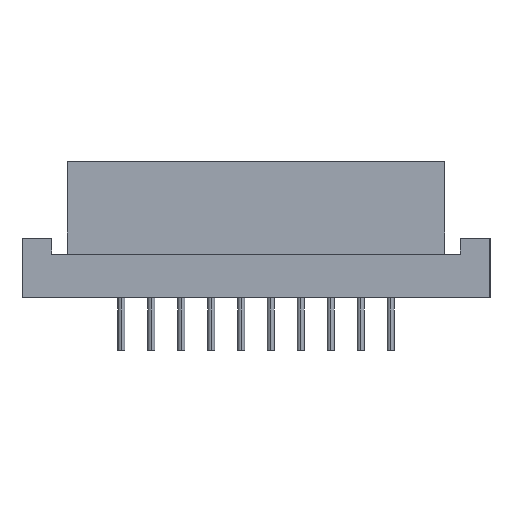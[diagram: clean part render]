
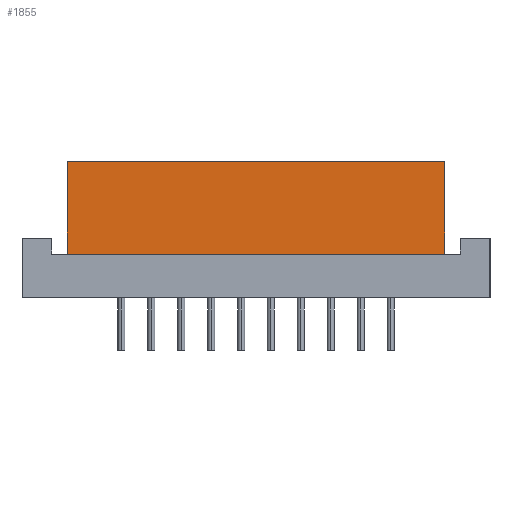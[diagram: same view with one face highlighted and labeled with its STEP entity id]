
A CAD part, left-side view. The second image highlights one B-rep face of the part: STEP entity #1855.
In plain terms, the highlighted planar face has unit normal (-1, 0, 0).
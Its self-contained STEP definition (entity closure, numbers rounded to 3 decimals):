
#1734=CARTESIAN_POINT('',(-2.96,4.619,11.6));
#1735=VERTEX_POINT('',#1734);
#1742=CARTESIAN_POINT('',(-2.96,-27.479,11.6));
#1743=VERTEX_POINT('',#1742);
#1744=CARTESIAN_POINT('',(-2.96,-27.479,11.6));
#1745=DIRECTION('',(0.0,1.0,0.0));
#1746=VECTOR('',#1745,32.098);
#1747=LINE('',#1744,#1746);
#1748=EDGE_CURVE('',#1743,#1735,#1747,.T.);
#1814=CARTESIAN_POINT('',(-2.96,-27.479,3.7));
#1815=VERTEX_POINT('',#1814);
#1816=CARTESIAN_POINT('',(-2.96,-27.479,3.7));
#1817=DIRECTION('',(0.0,0.0,1.0));
#1818=VECTOR('',#1817,7.9);
#1819=LINE('',#1816,#1818);
#1820=EDGE_CURVE('',#1815,#1743,#1819,.T.);
#1832=CARTESIAN_POINT('',(-2.96,-27.479,3.7));
#1833=DIRECTION('',(-1.0,0.0,0.0));
#1834=DIRECTION('',(0.0,0.0,1.0));
#1835=AXIS2_PLACEMENT_3D('',#1832,#1833,#1834);
#1836=PLANE('',#1835);
#1837=ORIENTED_EDGE('',*,*,#1748,.T.);
#1838=CARTESIAN_POINT('',(-2.96,4.619,3.7));
#1839=VERTEX_POINT('',#1838);
#1840=CARTESIAN_POINT('',(-2.96,4.619,3.7));
#1841=DIRECTION('',(0.0,0.0,1.0));
#1842=VECTOR('',#1841,7.9);
#1843=LINE('',#1840,#1842);
#1844=EDGE_CURVE('',#1839,#1735,#1843,.T.);
#1845=ORIENTED_EDGE('',*,*,#1844,.F.);
#1846=CARTESIAN_POINT('',(-2.96,4.619,3.7));
#1847=DIRECTION('',(0.0,-1.0,0.0));
#1848=VECTOR('',#1847,32.098);
#1849=LINE('',#1846,#1848);
#1850=EDGE_CURVE('',#1839,#1815,#1849,.T.);
#1851=ORIENTED_EDGE('',*,*,#1850,.T.);
#1852=ORIENTED_EDGE('',*,*,#1820,.T.);
#1853=EDGE_LOOP('',(#1837,#1845,#1851,#1852));
#1854=FACE_OUTER_BOUND('',#1853,.T.);
#1855=ADVANCED_FACE('',(#1854),#1836,.T.);
